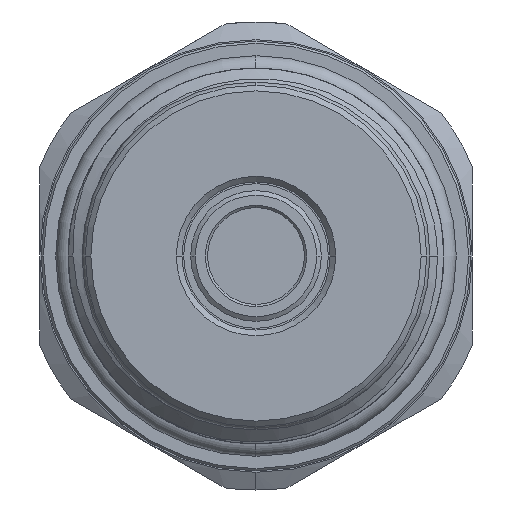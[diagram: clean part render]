
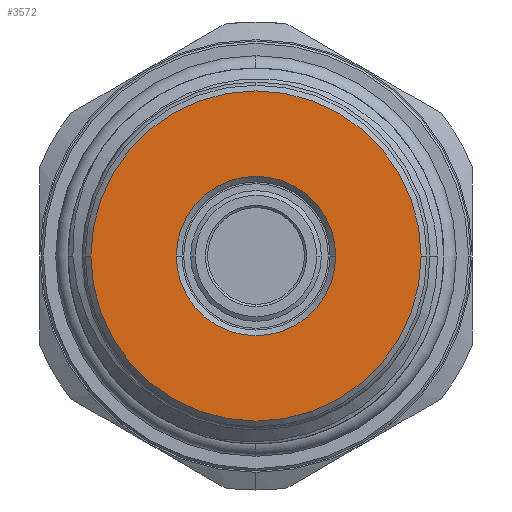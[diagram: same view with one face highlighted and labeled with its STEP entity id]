
A CAD part, left-side view. The second image highlights one B-rep face of the part: STEP entity #3572.
In plain terms, the highlighted planar face has unit normal (-1, 0, 0).
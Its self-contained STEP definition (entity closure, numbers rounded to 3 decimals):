
#123 = ORIENTED_EDGE ( 'NONE', *, *, #11871, .T. ) ;
#186 = CARTESIAN_POINT ( 'NONE',  ( 0., 0., 0. ) ) ;
#588 = CARTESIAN_POINT ( 'NONE',  ( 0., 0., 0. ) ) ;
#961 = CARTESIAN_POINT ( 'NONE',  ( 0., 14.5, 0. ) ) ;
#1037 = FACE_BOUND ( 'NONE', #2001, .T. ) ;
#2001 = EDGE_LOOP ( 'NONE', ( #4336, #123 ) ) ;
#2013 = VERTEX_POINT ( 'NONE', #961 ) ;
#2330 = AXIS2_PLACEMENT_3D ( 'NONE', #588, #11114, #11175 ) ;
#3016 = DIRECTION ( 'NONE',  ( 0., 1., 0. ) ) ;
#3459 = CIRCLE ( 'NONE', #13049, 7. ) ;
#3492 = CIRCLE ( 'NONE', #14620, 14.5 ) ;
#3572 = ADVANCED_FACE ( 'NONE', ( #1037, #8386 ), #7156, .F. ) ;
#3600 = CARTESIAN_POINT ( 'NONE',  ( 0., -14.5, 0. ) ) ;
#3627 = CIRCLE ( 'NONE', #14975, 14.5 ) ;
#4336 = ORIENTED_EDGE ( 'NONE', *, *, #13497, .T. ) ;
#4353 = CARTESIAN_POINT ( 'NONE',  ( 0., 7., 0. ) ) ;
#4410 = ORIENTED_EDGE ( 'NONE', *, *, #5864, .T. ) ;
#4712 = DIRECTION ( 'NONE',  ( -1., 0., 0. ) ) ;
#5864 = EDGE_CURVE ( 'NONE', #15384, #2013, #3627, .T. ) ;
#6963 = CARTESIAN_POINT ( 'NONE',  ( 0., 0., 0. ) ) ;
#7023 = VERTEX_POINT ( 'NONE', #4353 ) ;
#7156 = PLANE ( 'NONE',  #2330 ) ;
#7355 = CARTESIAN_POINT ( 'NONE',  ( 0., -7., 0. ) ) ;
#7377 = CIRCLE ( 'NONE', #11267, 7. ) ;
#8386 = FACE_OUTER_BOUND ( 'NONE', #9585, .T. ) ;
#9370 = VERTEX_POINT ( 'NONE', #7355 ) ;
#9585 = EDGE_LOOP ( 'NONE', ( #15516, #4410 ) ) ;
#10589 = DIRECTION ( 'NONE',  ( 0., 1., 0. ) ) ;
#10804 = DIRECTION ( 'NONE',  ( 1., 0., 0. ) ) ;
#11114 = DIRECTION ( 'NONE',  ( 1., 0., 0. ) ) ;
#11175 = DIRECTION ( 'NONE',  ( 0., 1., 0. ) ) ;
#11267 = AXIS2_PLACEMENT_3D ( 'NONE', #186, #11902, #10589 ) ;
#11871 = EDGE_CURVE ( 'NONE', #7023, #9370, #7377, .T. ) ;
#11902 = DIRECTION ( 'NONE',  ( 1., 0., 0. ) ) ;
#12270 = DIRECTION ( 'NONE',  ( 0., 1., 0. ) ) ;
#13049 = AXIS2_PLACEMENT_3D ( 'NONE', #6963, #10804, #3016 ) ;
#13497 = EDGE_CURVE ( 'NONE', #9370, #7023, #3459, .T. ) ;
#13591 = CARTESIAN_POINT ( 'NONE',  ( 0., 0., 0. ) ) ;
#13799 = DIRECTION ( 'NONE',  ( 0., 1., 0. ) ) ;
#14620 = AXIS2_PLACEMENT_3D ( 'NONE', #13591, #16225, #12270 ) ;
#14975 = AXIS2_PLACEMENT_3D ( 'NONE', #15173, #4712, #13799 ) ;
#15122 = EDGE_CURVE ( 'NONE', #2013, #15384, #3492, .T. ) ;
#15173 = CARTESIAN_POINT ( 'NONE',  ( 0., 0., 0. ) ) ;
#15384 = VERTEX_POINT ( 'NONE', #3600 ) ;
#15516 = ORIENTED_EDGE ( 'NONE', *, *, #15122, .T. ) ;
#16225 = DIRECTION ( 'NONE',  ( -1., 0., 0. ) ) ;
